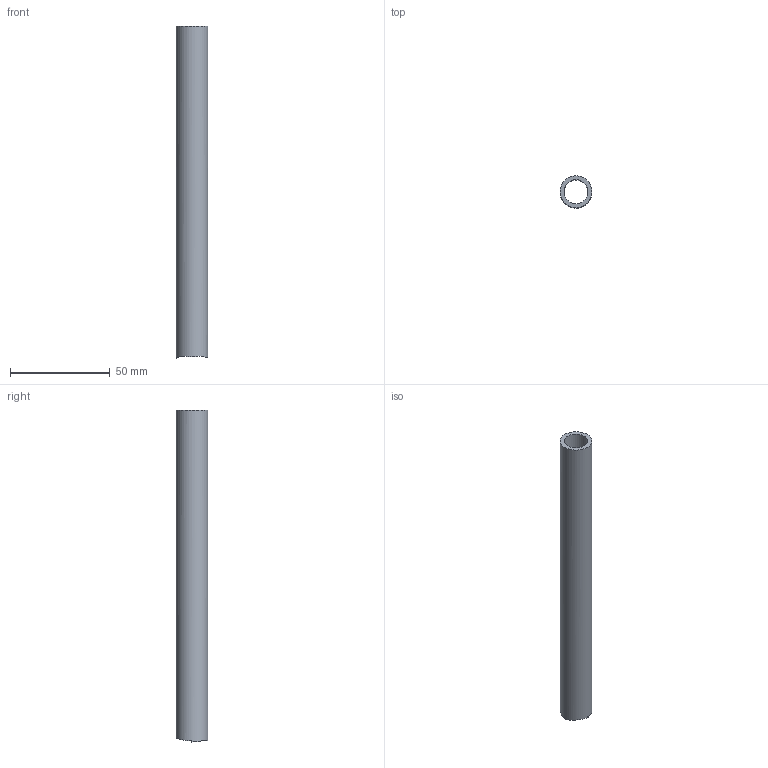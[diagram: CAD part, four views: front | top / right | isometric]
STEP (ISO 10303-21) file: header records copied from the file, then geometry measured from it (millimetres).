
FILE_DESCRIPTION(/* description */ (''),/* implementation_level */ '2;1');
FILE_NAME(/* name */ 'tube découpe laser augustin chauveau.step',/* time_stamp */ '2021-12-22T07:40:09+01:00',/* author */ (''),/* organization */ (''),/* preprocessor_version */ 'ST-DEVELOPER v18.1',/* originating_system */ 'Autodesk Translation Framework v10.10.0.1391',/* authorisation */ '');
FILE_SCHEMA (('AUTOMOTIVE_DESIGN { 1 0 10303 214 3 1 1 }'));
Length unit declared in the file: millimetre
Products named in the file (1): FusionComponent
Bounding box: 16 x 16 x 166.55 mm (x, y, z)
Volume: 14546.2 mm3; surface area: 14732.8 mm2
Topology: 1 solids, 1 shells, 11 faces, 28 edges, 18 vertices
Faces by surface type: cylinder 5, plane 4, bspline 2
Full cylindrical faces by diameter (mm): 12 x1, 16 x1
Entity records: 645 total; most frequent: CARTESIAN_POINT 367, ORIENTED_EDGE 56, DIRECTION 42, EDGE_CURVE 28, VERTEX_POINT 18, AXIS2_PLACEMENT_3D 17, B_SPLINE_CURVE_WITH_KNOTS 13, EDGE_LOOP 12
